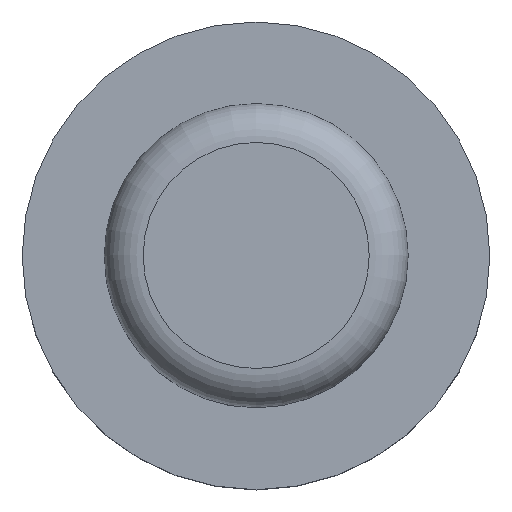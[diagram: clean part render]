
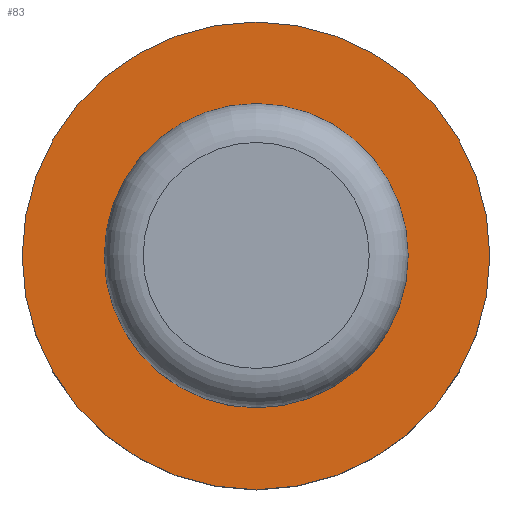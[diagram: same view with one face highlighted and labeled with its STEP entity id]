
A CAD part, top view. The second image highlights one B-rep face of the part: STEP entity #83.
In plain terms, the highlighted planar face has unit normal (0, 0, 1).
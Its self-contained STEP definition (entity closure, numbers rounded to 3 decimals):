
#15=FACE_BOUND('',#36,.T.);
#17=PLANE('',#110);
#29=FACE_OUTER_BOUND('',#35,.T.);
#35=EDGE_LOOP('',(#75));
#36=EDGE_LOOP('',(#76));
#42=CIRCLE('',#105,1.95);
#44=CIRCLE('',#109,3.);
#48=VERTEX_POINT('',#152);
#50=VERTEX_POINT('',#159);
#55=EDGE_CURVE('',#48,#48,#42,.T.);
#59=EDGE_CURVE('',#50,#50,#44,.T.);
#75=ORIENTED_EDGE('',*,*,#59,.T.);
#76=ORIENTED_EDGE('',*,*,#55,.T.);
#83=ADVANCED_FACE('',(#29,#15),#17,.T.);
#105=AXIS2_PLACEMENT_3D('',#153,#126,#127);
#109=AXIS2_PLACEMENT_3D('',#161,#136,#137);
#110=AXIS2_PLACEMENT_3D('',#162,#138,#139);
#126=DIRECTION('center_axis',(0.,0.,-1.));
#127=DIRECTION('ref_axis',(-1.,0.,0.));
#136=DIRECTION('center_axis',(0.,0.,1.));
#137=DIRECTION('ref_axis',(-1.,0.,0.));
#138=DIRECTION('center_axis',(0.,0.,1.));
#139=DIRECTION('ref_axis',(-1.,0.,0.));
#152=CARTESIAN_POINT('',(-28.355,55.617,-6.618));
#153=CARTESIAN_POINT('Origin',(-30.305,55.617,-6.618));
#159=CARTESIAN_POINT('',(-27.308,55.617,-6.618));
#161=CARTESIAN_POINT('Origin',(-30.308,55.617,-6.618));
#162=CARTESIAN_POINT('Origin',(-30.308,55.617,-6.618));
